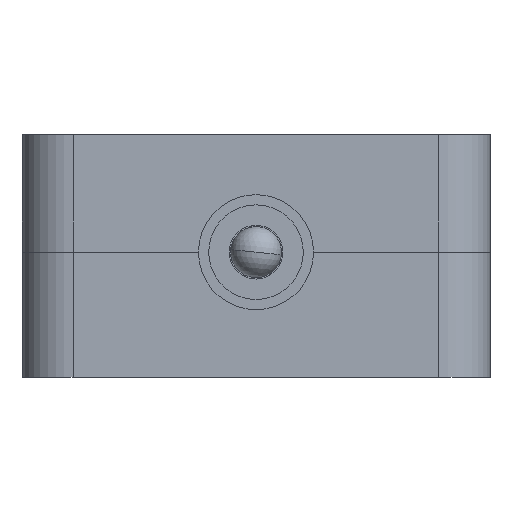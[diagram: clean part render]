
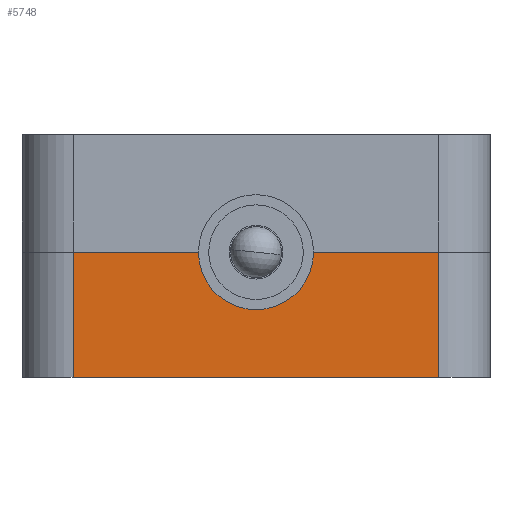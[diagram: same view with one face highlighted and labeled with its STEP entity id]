
A CAD part, front view. The second image highlights one B-rep face of the part: STEP entity #5748.
In plain terms, the highlighted face is planar.
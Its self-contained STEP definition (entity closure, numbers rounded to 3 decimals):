
#84 = FACE_OUTER_BOUND ( 'NONE', #175, .T. ) ;
#175 = EDGE_LOOP ( 'NONE', ( #4092, #1886, #6672, #1306, #4128, #4189 ) ) ;
#458 = CARTESIAN_POINT ( 'NONE',  ( 7.15, 0., -20.5 ) ) ;
#488 = LINE ( 'NONE', #1112, #1566 ) ;
#1051 = VECTOR ( 'NONE', #6016, 1000. ) ;
#1112 = CARTESIAN_POINT ( 'NONE',  ( -9.15, 0., -20.5 ) ) ;
#1250 = EDGE_CURVE ( 'NONE', #4959, #6809, #488, .T. ) ;
#1306 = ORIENTED_EDGE ( 'NONE', *, *, #7159, .T. ) ;
#1566 = VECTOR ( 'NONE', #3410, 1000. ) ;
#1737 = LINE ( 'NONE', #6292, #2945 ) ;
#1886 = ORIENTED_EDGE ( 'NONE', *, *, #7317, .T. ) ;
#1941 = CIRCLE ( 'NONE', #7305, 2.25 ) ;
#2008 = VECTOR ( 'NONE', #5010, 1000. ) ;
#2352 = CARTESIAN_POINT ( 'NONE',  ( -9.15, 4.9, -20.5 ) ) ;
#2584 = CARTESIAN_POINT ( 'NONE',  ( 7.15, 4.9, -20.5 ) ) ;
#2613 = DIRECTION ( 'NONE',  ( 0., 1., 0. ) ) ;
#2722 = DIRECTION ( 'NONE',  ( -1., 0., 0. ) ) ;
#2927 = CARTESIAN_POINT ( 'NONE',  ( -7.15, 0., -20.5 ) ) ;
#2945 = VECTOR ( 'NONE', #5657, 1000. ) ;
#2949 = EDGE_CURVE ( 'NONE', #6198, #7258, #1941, .T. ) ;
#3047 = CARTESIAN_POINT ( 'NONE',  ( -9.15, 4.9, -20.5 ) ) ;
#3302 = EDGE_CURVE ( 'NONE', #6198, #6933, #1737, .T. ) ;
#3332 = LINE ( 'NONE', #6020, #5123 ) ;
#3410 = DIRECTION ( 'NONE',  ( 1., 0., 0. ) ) ;
#3440 = VERTEX_POINT ( 'NONE', #6987 ) ;
#3727 = LINE ( 'NONE', #3047, #1051 ) ;
#4028 = DIRECTION ( 'NONE',  ( 0., 0., -1. ) ) ;
#4092 = ORIENTED_EDGE ( 'NONE', *, *, #3302, .T. ) ;
#4128 = ORIENTED_EDGE ( 'NONE', *, *, #4667, .T. ) ;
#4189 = ORIENTED_EDGE ( 'NONE', *, *, #2949, .F. ) ;
#4413 = CARTESIAN_POINT ( 'NONE',  ( 0., 4.9, -20.5 ) ) ;
#4667 = EDGE_CURVE ( 'NONE', #3440, #7258, #3727, .T. ) ;
#4671 = PLANE ( 'NONE',  #6136 ) ;
#4959 = VERTEX_POINT ( 'NONE', #2927 ) ;
#5010 = DIRECTION ( 'NONE',  ( 0., -1., 0. ) ) ;
#5123 = VECTOR ( 'NONE', #2613, 1000. ) ;
#5240 = CARTESIAN_POINT ( 'NONE',  ( -2.25, 4.9, -20.5 ) ) ;
#5278 = LINE ( 'NONE', #458, #2008 ) ;
#5297 = CARTESIAN_POINT ( 'NONE',  ( 2.25, 4.9, -20.5 ) ) ;
#5657 = DIRECTION ( 'NONE',  ( 1., 0., 0. ) ) ;
#5748 = ADVANCED_FACE ( 'NONE', ( #84 ), #4671, .T. ) ;
#6016 = DIRECTION ( 'NONE',  ( 1., 0., 0. ) ) ;
#6020 = CARTESIAN_POINT ( 'NONE',  ( -7.15, 4.9, -20.5 ) ) ;
#6136 = AXIS2_PLACEMENT_3D ( 'NONE', #2352, #4028, #6939 ) ;
#6198 = VERTEX_POINT ( 'NONE', #5297 ) ;
#6292 = CARTESIAN_POINT ( 'NONE',  ( -9.15, 4.9, -20.5 ) ) ;
#6376 = CARTESIAN_POINT ( 'NONE',  ( 7.15, 0., -20.5 ) ) ;
#6672 = ORIENTED_EDGE ( 'NONE', *, *, #1250, .F. ) ;
#6688 = DIRECTION ( 'NONE',  ( 0., 0., -1. ) ) ;
#6809 = VERTEX_POINT ( 'NONE', #6376 ) ;
#6933 = VERTEX_POINT ( 'NONE', #2584 ) ;
#6939 = DIRECTION ( 'NONE',  ( -1., 0., 0. ) ) ;
#6987 = CARTESIAN_POINT ( 'NONE',  ( -7.15, 4.9, -20.5 ) ) ;
#7159 = EDGE_CURVE ( 'NONE', #4959, #3440, #3332, .T. ) ;
#7258 = VERTEX_POINT ( 'NONE', #5240 ) ;
#7305 = AXIS2_PLACEMENT_3D ( 'NONE', #4413, #6688, #2722 ) ;
#7317 = EDGE_CURVE ( 'NONE', #6933, #6809, #5278, .T. ) ;
